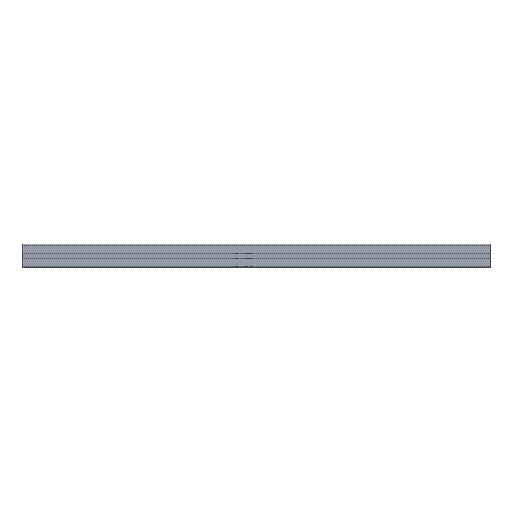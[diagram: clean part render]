
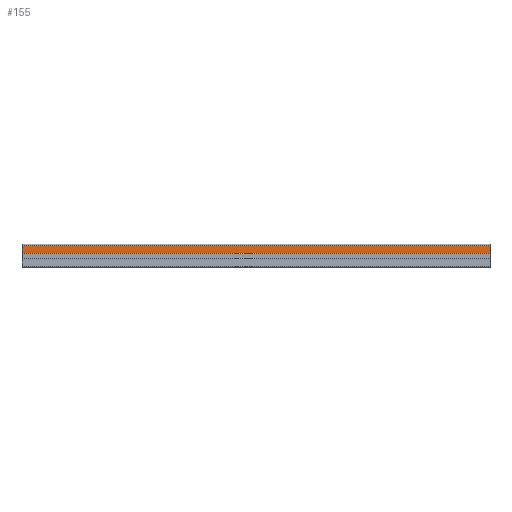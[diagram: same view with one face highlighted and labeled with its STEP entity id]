
A CAD part, left-side view. The second image highlights one B-rep face of the part: STEP entity #155.
In plain terms, the highlighted planar face has unit normal (-1, 0, 0).
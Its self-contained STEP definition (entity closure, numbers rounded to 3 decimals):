
#155=ADVANCED_FACE('',(#340),#341,.F.);
#340=FACE_OUTER_BOUND('',#704,.T.);
#341=PLANE('',#705);
#704=EDGE_LOOP('',(#1244,#1245,#1246,#1247));
#705=AXIS2_PLACEMENT_3D('',#1248,#1249,#1250);
#1244=ORIENTED_EDGE('',*,*,#2818,.F.);
#1245=ORIENTED_EDGE('',*,*,#2819,.F.);
#1246=ORIENTED_EDGE('',*,*,#2814,.F.);
#1247=ORIENTED_EDGE('',*,*,#2816,.T.);
#1248=CARTESIAN_POINT('',(-25.0,3500.0,13.9));
#1249=DIRECTION('',(1.0,0.,0.));
#1250=DIRECTION('',(0.,0.,-1.0));
#2814=EDGE_CURVE('',#3512,#3387,#3514,.T.);
#2816=EDGE_CURVE('',#3512,#3515,#3518,.T.);
#2818=EDGE_CURVE('',#3520,#3515,#3521,.T.);
#2819=EDGE_CURVE('',#3387,#3520,#3522,.T.);
#3387=VERTEX_POINT('',#4333);
#3512=VERTEX_POINT('',#4516);
#3514=LINE('',#4519,#4520);
#3515=VERTEX_POINT('',#4521);
#3518=LINE('',#4525,#4526);
#3520=VERTEX_POINT('',#4529);
#3521=LINE('',#4530,#4531);
#3522=LINE('',#4532,#4533);
#4333=CARTESIAN_POINT('',(-25.0,1000.0,22.));
#4516=CARTESIAN_POINT('',(-25.0,1000.0,5.8));
#4519=CARTESIAN_POINT('',(-25.0,1000.0,13.9));
#4520=VECTOR('',#5614,1.0);
#4521=CARTESIAN_POINT('',(-25.0,0.0,5.8));
#4525=CARTESIAN_POINT('',(-25.0,3500.0,5.8));
#4526=VECTOR('',#5616,1.0);
#4529=CARTESIAN_POINT('',(-25.0,0.,22.));
#4530=CARTESIAN_POINT('',(-25.0,0.0,13.9));
#4531=VECTOR('',#5618,1.0);
#4532=CARTESIAN_POINT('',(-25.0,3500.0,22.));
#4533=VECTOR('',#5619,1.0);
#5614=DIRECTION('',(0.,0.,1.0));
#5616=DIRECTION('',(0.,-1.0,0.0));
#5618=DIRECTION('',(0.,0.,-1.0));
#5619=DIRECTION('',(0.,-1.0,0.0));
